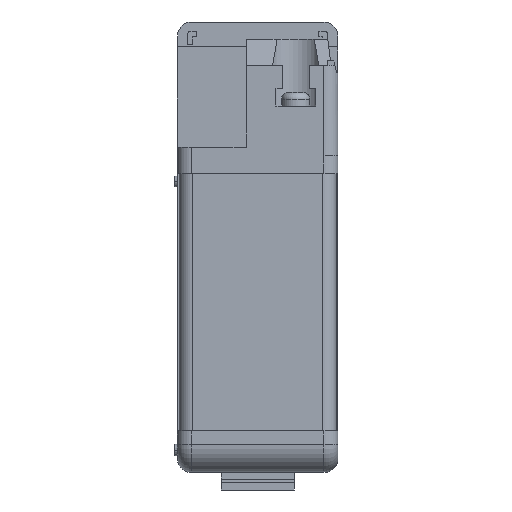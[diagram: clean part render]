
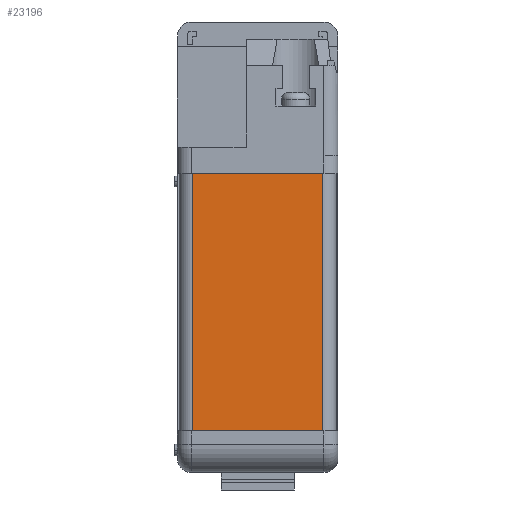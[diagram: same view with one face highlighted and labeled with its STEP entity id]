
A CAD part, front view. The second image highlights one B-rep face of the part: STEP entity #23196.
In plain terms, the highlighted planar face has unit normal (0, -1, 0).
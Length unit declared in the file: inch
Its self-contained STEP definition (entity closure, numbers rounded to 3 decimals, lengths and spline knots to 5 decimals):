
#1436 = FACE_OUTER_BOUND ( 'NONE', #9268, .T. ) ;
#1611 = VECTOR ( 'NONE', #10802, 39.37008 ) ;
#1825 = ORIENTED_EDGE ( 'NONE', *, *, #18778, .F. ) ;
#4004 = ORIENTED_EDGE ( 'NONE', *, *, #4288, .F. ) ;
#4081 = ORIENTED_EDGE ( 'NONE', *, *, #6584, .T. ) ;
#4288 = EDGE_CURVE ( 'NONE', #19413, #13862, #21558, .T. ) ;
#4547 = ORIENTED_EDGE ( 'NONE', *, *, #18272, .T. ) ;
#5170 = DIRECTION ( 'NONE',  ( 0., 0., -1. ) ) ;
#6584 = EDGE_CURVE ( 'NONE', #17792, #14264, #11987, .T. ) ;
#6682 = CARTESIAN_POINT ( 'NONE',  ( 0.5775, -2.9375, 0.655 ) ) ;
#7001 = CARTESIAN_POINT ( 'NONE',  ( -0.5775, -2.9375, 0.655 ) ) ;
#7783 = CARTESIAN_POINT ( 'NONE',  ( 0.5775, -2.9375, 0.655 ) ) ;
#8612 = AXIS2_PLACEMENT_3D ( 'NONE', #6682, #21092, #8743 ) ;
#8743 = DIRECTION ( 'NONE',  ( 0., 0., -1. ) ) ;
#9268 = EDGE_LOOP ( 'NONE', ( #1825, #4004, #4547, #4081 ) ) ;
#10310 = VECTOR ( 'NONE', #15180, 39.37008 ) ;
#10802 = DIRECTION ( 'NONE',  ( -1., 0., 0. ) ) ;
#11616 = LINE ( 'NONE', #23354, #10310 ) ;
#11987 = LINE ( 'NONE', #14624, #22288 ) ;
#13862 = VERTEX_POINT ( 'NONE', #25407 ) ;
#14264 = VERTEX_POINT ( 'NONE', #20629 ) ;
#14624 = CARTESIAN_POINT ( 'NONE',  ( -0.5775, -2.9375, 0.655 ) ) ;
#15180 = DIRECTION ( 'NONE',  ( -1., 0., 0. ) ) ;
#16714 = DIRECTION ( 'NONE',  ( 0., 0., -1. ) ) ;
#17401 = LINE ( 'NONE', #21081, #1611 ) ;
#17792 = VERTEX_POINT ( 'NONE', #7001 ) ;
#18272 = EDGE_CURVE ( 'NONE', #19413, #17792, #11616, .T. ) ;
#18778 = EDGE_CURVE ( 'NONE', #13862, #14264, #17401, .T. ) ;
#19413 = VERTEX_POINT ( 'NONE', #7783 ) ;
#19585 = CARTESIAN_POINT ( 'NONE',  ( 0.5775, -2.9375, 0.655 ) ) ;
#20629 = CARTESIAN_POINT ( 'NONE',  ( -0.5775, -2.9375, -1.63 ) ) ;
#20885 = VECTOR ( 'NONE', #5170, 39.37008 ) ;
#21081 = CARTESIAN_POINT ( 'NONE',  ( 0.5775, -2.9375, -1.63 ) ) ;
#21092 = DIRECTION ( 'NONE',  ( 0., -1., 0. ) ) ;
#21558 = LINE ( 'NONE', #19585, #20885 ) ;
#22288 = VECTOR ( 'NONE', #16714, 39.37008 ) ;
#23066 = PLANE ( 'NONE',  #8612 ) ;
#23196 = ADVANCED_FACE ( 'NONE', ( #1436 ), #23066, .T. ) ;
#23354 = CARTESIAN_POINT ( 'NONE',  ( 0.5775, -2.9375, 0.655 ) ) ;
#25407 = CARTESIAN_POINT ( 'NONE',  ( 0.5775, -2.9375, -1.63 ) ) ;
